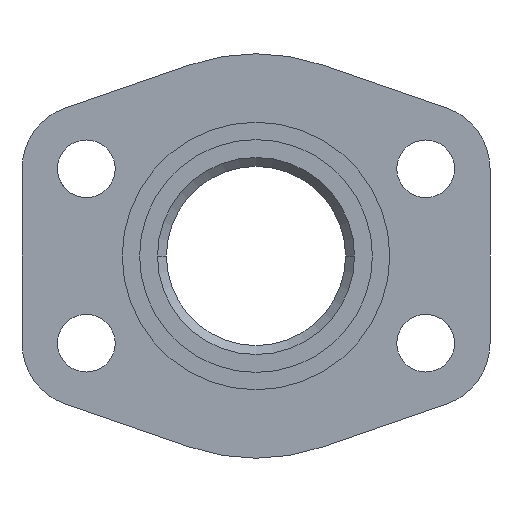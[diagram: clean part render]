
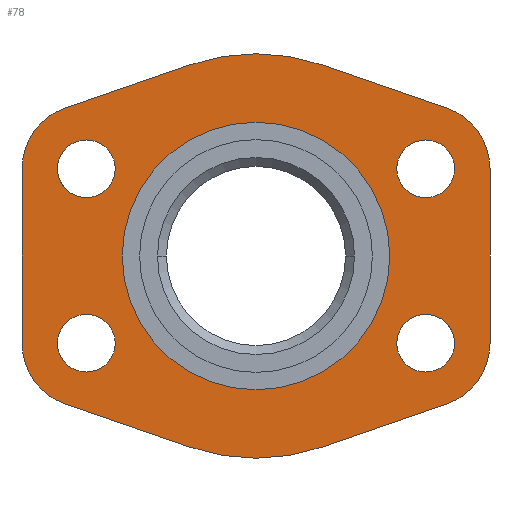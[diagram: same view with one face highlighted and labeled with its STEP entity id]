
A CAD part, front view. The second image highlights one B-rep face of the part: STEP entity #78.
In plain terms, the highlighted planar face has unit normal (0, -1, 0).
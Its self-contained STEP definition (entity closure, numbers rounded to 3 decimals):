
#78=ADVANCED_FACE('',(#168,#169,#170,#171,#172,#173),#174,.F.);
#168=FACE_BOUND('',#282,.T.);
#169=FACE_OUTER_BOUND('',#283,.T.);
#170=FACE_BOUND('',#284,.T.);
#171=FACE_BOUND('',#285,.T.);
#172=FACE_BOUND('',#286,.T.);
#173=FACE_BOUND('',#287,.T.);
#174=PLANE('',#288);
#282=EDGE_LOOP('',(#591,#592));
#283=EDGE_LOOP('',(#593,#594,#595,#596,#597,#598,#599,#600,#601,#602,#603,#604));
#284=EDGE_LOOP('',(#605,#606));
#285=EDGE_LOOP('',(#607,#608));
#286=EDGE_LOOP('',(#609,#610));
#287=EDGE_LOOP('',(#611,#612));
#288=AXIS2_PLACEMENT_3D('',#613,#614,#615);
#591=ORIENTED_EDGE('',*,*,#802,.T.);
#592=ORIENTED_EDGE('',*,*,#801,.T.);
#593=ORIENTED_EDGE('',*,*,#849,.F.);
#594=ORIENTED_EDGE('',*,*,#850,.F.);
#595=ORIENTED_EDGE('',*,*,#851,.F.);
#596=ORIENTED_EDGE('',*,*,#852,.F.);
#597=ORIENTED_EDGE('',*,*,#853,.T.);
#598=ORIENTED_EDGE('',*,*,#854,.F.);
#599=ORIENTED_EDGE('',*,*,#855,.T.);
#600=ORIENTED_EDGE('',*,*,#856,.F.);
#601=ORIENTED_EDGE('',*,*,#857,.F.);
#602=ORIENTED_EDGE('',*,*,#858,.F.);
#603=ORIENTED_EDGE('',*,*,#859,.T.);
#604=ORIENTED_EDGE('',*,*,#860,.F.);
#605=ORIENTED_EDGE('',*,*,#848,.T.);
#606=ORIENTED_EDGE('',*,*,#758,.T.);
#607=ORIENTED_EDGE('',*,*,#822,.T.);
#608=ORIENTED_EDGE('',*,*,#775,.T.);
#609=ORIENTED_EDGE('',*,*,#847,.T.);
#610=ORIENTED_EDGE('',*,*,#763,.T.);
#611=ORIENTED_EDGE('',*,*,#819,.T.);
#612=ORIENTED_EDGE('',*,*,#779,.T.);
#613=CARTESIAN_POINT('',(0.,0.,0.));
#614=DIRECTION('',(-0.0,1.0,0.));
#615=DIRECTION('',(1.0,0.0,0.0));
#758=EDGE_CURVE('',#899,#905,#907,.T.);
#763=EDGE_CURVE('',#909,#915,#917,.T.);
#775=EDGE_CURVE('',#935,#939,#941,.T.);
#779=EDGE_CURVE('',#943,#947,#949,.T.);
#801=EDGE_CURVE('',#985,#989,#991,.T.);
#802=EDGE_CURVE('',#989,#985,#992,.T.);
#819=EDGE_CURVE('',#947,#943,#1017,.T.);
#822=EDGE_CURVE('',#939,#935,#1021,.T.);
#847=EDGE_CURVE('',#915,#909,#1059,.T.);
#848=EDGE_CURVE('',#905,#899,#1060,.T.);
#849=EDGE_CURVE('',#1061,#1062,#1063,.T.);
#850=EDGE_CURVE('',#1064,#1061,#1065,.T.);
#851=EDGE_CURVE('',#1066,#1064,#1067,.T.);
#852=EDGE_CURVE('',#1068,#1066,#1069,.T.);
#853=EDGE_CURVE('',#1068,#1070,#1071,.T.);
#854=EDGE_CURVE('',#1072,#1070,#1073,.T.);
#855=EDGE_CURVE('',#1072,#1074,#1075,.T.);
#856=EDGE_CURVE('',#1076,#1074,#1077,.T.);
#857=EDGE_CURVE('',#1078,#1076,#1079,.T.);
#858=EDGE_CURVE('',#1080,#1078,#1081,.T.);
#859=EDGE_CURVE('',#1080,#1082,#1083,.T.);
#860=EDGE_CURVE('',#1062,#1082,#1084,.T.);
#899=VERTEX_POINT('',#1129);
#905=VERTEX_POINT('',#1136);
#907=CIRCLE('',#1139,5.0);
#909=VERTEX_POINT('',#1141);
#915=VERTEX_POINT('',#1148);
#917=CIRCLE('',#1151,5.0);
#935=VERTEX_POINT('',#1201);
#939=VERTEX_POINT('',#1206);
#941=CIRCLE('',#1209,5.0);
#943=VERTEX_POINT('',#1211);
#947=VERTEX_POINT('',#1216);
#949=CIRCLE('',#1219,5.0);
#985=VERTEX_POINT('',#1321);
#989=VERTEX_POINT('',#1326);
#991=CIRCLE('',#1329,23.15);
#992=CIRCLE('',#1330,23.15);
#1017=CIRCLE('',#1445,5.0);
#1021=CIRCLE('',#1449,5.0);
#1059=CIRCLE('',#1493,5.0);
#1060=CIRCLE('',#1494,5.0);
#1061=VERTEX_POINT('',#1495);
#1062=VERTEX_POINT('',#1496);
#1063=LINE('',#1497,#1498);
#1064=VERTEX_POINT('',#1499);
#1065=CIRCLE('',#1500,11.14);
#1066=VERTEX_POINT('',#1501);
#1067=LINE('',#1502,#1503);
#1068=VERTEX_POINT('',#1504);
#1069=CIRCLE('',#1505,35.0);
#1070=VERTEX_POINT('',#1506);
#1071=LINE('',#1507,#1508);
#1072=VERTEX_POINT('',#1509);
#1073=CIRCLE('',#1510,11.14);
#1074=VERTEX_POINT('',#1511);
#1075=LINE('',#1512,#1513);
#1076=VERTEX_POINT('',#1514);
#1077=CIRCLE('',#1515,11.14);
#1078=VERTEX_POINT('',#1516);
#1079=LINE('',#1517,#1518);
#1080=VERTEX_POINT('',#1519);
#1081=CIRCLE('',#1520,35.0);
#1082=VERTEX_POINT('',#1521);
#1083=LINE('',#1522,#1523);
#1084=CIRCLE('',#1524,11.14);
#1129=CARTESIAN_POINT('',(-24.36,0.0,-15.09));
#1136=CARTESIAN_POINT('',(-34.36,0.,-15.09));
#1139=AXIS2_PLACEMENT_3D('',#1582,#1583,#1584);
#1141=CARTESIAN_POINT('',(-24.36,0.0,15.09));
#1148=CARTESIAN_POINT('',(-34.36,0.,15.09));
#1151=AXIS2_PLACEMENT_3D('',#1593,#1594,#1595);
#1201=CARTESIAN_POINT('',(34.36,0.0,-15.09));
#1206=CARTESIAN_POINT('',(24.36,0.,-15.09));
#1209=AXIS2_PLACEMENT_3D('',#1615,#1616,#1617);
#1211=CARTESIAN_POINT('',(34.36,0.0,15.09));
#1216=CARTESIAN_POINT('',(24.36,0.,15.09));
#1219=AXIS2_PLACEMENT_3D('',#1623,#1624,#1625);
#1321=CARTESIAN_POINT('',(-23.15,0.,0.));
#1326=CARTESIAN_POINT('',(23.15,0.,0.));
#1329=AXIS2_PLACEMENT_3D('',#1661,#1662,#1663);
#1330=AXIS2_PLACEMENT_3D('',#1664,#1665,#1666);
#1445=AXIS2_PLACEMENT_3D('',#1697,#1698,#1699);
#1449=AXIS2_PLACEMENT_3D('',#1706,#1707,#1708);
#1493=AXIS2_PLACEMENT_3D('',#1769,#1770,#1771);
#1494=AXIS2_PLACEMENT_3D('',#1772,#1773,#1774);
#1495=CARTESIAN_POINT('',(40.5,0.,15.09));
#1496=CARTESIAN_POINT('',(40.5,0.,-15.09));
#1497=CARTESIAN_POINT('',(40.5,0.,15.09));
#1498=VECTOR('',#1775,1.0);
#1499=CARTESIAN_POINT('',(33.002,0.,25.618));
#1500=AXIS2_PLACEMENT_3D('',#1776,#1777,#1778);
#1501=CARTESIAN_POINT('',(11.443,0.,33.076));
#1502=CARTESIAN_POINT('',(11.443,0.,33.076));
#1503=VECTOR('',#1779,1.0);
#1504=CARTESIAN_POINT('',(-11.443,0.,33.076));
#1505=AXIS2_PLACEMENT_3D('',#1780,#1781,#1782);
#1506=CARTESIAN_POINT('',(-33.002,0.,25.618));
#1507=CARTESIAN_POINT('',(-11.443,0.,33.076));
#1508=VECTOR('',#1783,1.0);
#1509=CARTESIAN_POINT('',(-40.5,0.,15.09));
#1510=AXIS2_PLACEMENT_3D('',#1784,#1785,#1786);
#1511=CARTESIAN_POINT('',(-40.5,0.,-15.09));
#1512=CARTESIAN_POINT('',(-40.5,0.,15.09));
#1513=VECTOR('',#1787,1.0);
#1514=CARTESIAN_POINT('',(-33.002,0.,-25.618));
#1515=AXIS2_PLACEMENT_3D('',#1788,#1789,#1790);
#1516=CARTESIAN_POINT('',(-11.443,0.,-33.076));
#1517=CARTESIAN_POINT('',(-11.443,0.,-33.076));
#1518=VECTOR('',#1791,1.0);
#1519=CARTESIAN_POINT('',(11.443,0.,-33.076));
#1520=AXIS2_PLACEMENT_3D('',#1792,#1793,#1794);
#1521=CARTESIAN_POINT('',(33.002,0.,-25.618));
#1522=CARTESIAN_POINT('',(11.443,0.,-33.076));
#1523=VECTOR('',#1795,1.0);
#1524=AXIS2_PLACEMENT_3D('',#1796,#1797,#1798);
#1582=CARTESIAN_POINT('',(-29.36,0.0,-15.09));
#1583=DIRECTION('',(-0.0,1.0,0.));
#1584=DIRECTION('',(1.0,0.0,0.0));
#1593=CARTESIAN_POINT('',(-29.36,0.0,15.09));
#1594=DIRECTION('',(-0.0,1.0,0.));
#1595=DIRECTION('',(1.0,0.0,0.0));
#1615=CARTESIAN_POINT('',(29.36,0.0,-15.09));
#1616=DIRECTION('',(-0.0,1.0,0.));
#1617=DIRECTION('',(1.0,0.0,0.0));
#1623=CARTESIAN_POINT('',(29.36,0.0,15.09));
#1624=DIRECTION('',(-0.0,1.0,0.));
#1625=DIRECTION('',(1.0,0.0,0.0));
#1661=CARTESIAN_POINT('',(0.0,0.0,0.0));
#1662=DIRECTION('',(0.0,1.0,0.));
#1663=DIRECTION('',(-1.0,0.0,0.0));
#1664=CARTESIAN_POINT('',(0.0,0.0,0.0));
#1665=DIRECTION('',(0.0,1.0,0.));
#1666=DIRECTION('',(-1.0,0.0,0.0));
#1697=CARTESIAN_POINT('',(29.36,0.0,15.09));
#1698=DIRECTION('',(-0.0,1.0,0.));
#1699=DIRECTION('',(1.0,0.0,0.0));
#1706=CARTESIAN_POINT('',(29.36,0.0,-15.09));
#1707=DIRECTION('',(-0.0,1.0,0.));
#1708=DIRECTION('',(1.0,0.0,0.0));
#1769=CARTESIAN_POINT('',(-29.36,0.0,15.09));
#1770=DIRECTION('',(-0.0,1.0,0.));
#1771=DIRECTION('',(1.0,0.0,0.0));
#1772=CARTESIAN_POINT('',(-29.36,0.0,-15.09));
#1773=DIRECTION('',(-0.0,1.0,0.));
#1774=DIRECTION('',(1.0,0.0,0.0));
#1775=DIRECTION('',(0.0,0.,-1.0));
#1776=CARTESIAN_POINT('',(29.36,0.,15.09));
#1777=DIRECTION('',(-0.0,1.0,0.));
#1778=DIRECTION('',(1.0,0.0,0.0));
#1779=DIRECTION('',(0.945,0.,-0.327));
#1780=CARTESIAN_POINT('',(0.0,0.0,0.0));
#1781=DIRECTION('',(-0.0,1.0,0.));
#1782=DIRECTION('',(1.0,0.0,0.0));
#1783=DIRECTION('',(-0.945,0.,-0.327));
#1784=CARTESIAN_POINT('',(-29.36,0.,15.09));
#1785=DIRECTION('',(-0.0,1.0,0.));
#1786=DIRECTION('',(1.0,0.0,0.0));
#1787=DIRECTION('',(0.0,0.,-1.0));
#1788=CARTESIAN_POINT('',(-29.36,0.,-15.09));
#1789=DIRECTION('',(-0.0,1.0,0.));
#1790=DIRECTION('',(1.0,0.0,0.0));
#1791=DIRECTION('',(-0.945,0.,0.327));
#1792=CARTESIAN_POINT('',(0.0,0.0,0.0));
#1793=DIRECTION('',(-0.0,1.0,0.));
#1794=DIRECTION('',(1.0,0.0,0.0));
#1795=DIRECTION('',(0.945,0.,0.327));
#1796=CARTESIAN_POINT('',(29.36,0.,-15.09));
#1797=DIRECTION('',(-0.0,1.0,0.));
#1798=DIRECTION('',(1.0,0.0,0.0));
